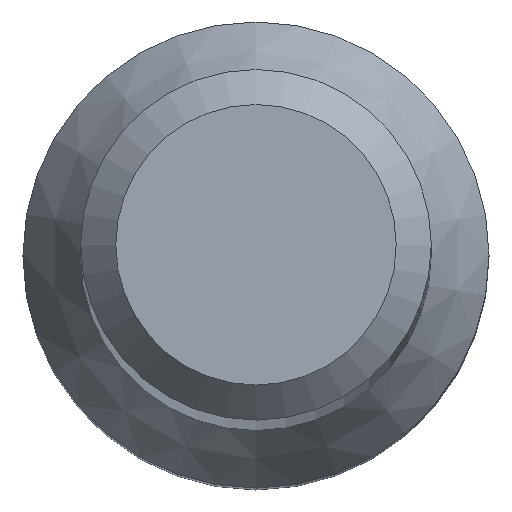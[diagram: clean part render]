
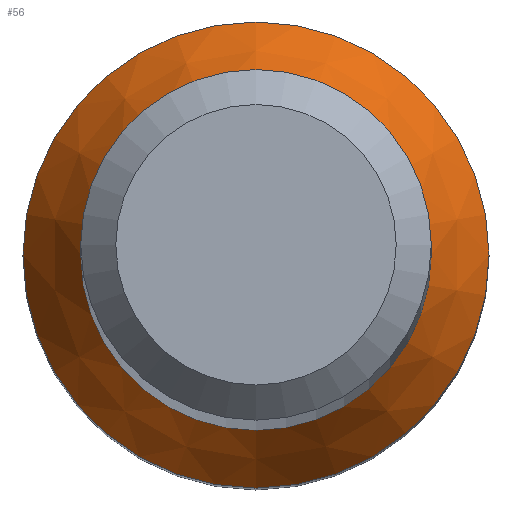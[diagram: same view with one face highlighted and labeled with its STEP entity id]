
A CAD part, top view. The second image highlights one B-rep face of the part: STEP entity #56.
In plain terms, the highlighted conical face has half-angle 30 degrees and reference radius 2.659 mm.
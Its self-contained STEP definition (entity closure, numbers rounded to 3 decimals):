
#17 = CIRCLE ( 'NONE', #73, 2. ) ;
#19 = EDGE_CURVE ( 'NONE', #51, #51, #40, .T. ) ;
#25 = CARTESIAN_POINT ( 'NONE',  ( 0., 0., 12.85 ) ) ;
#31 = DIRECTION ( 'NONE',  ( 0., 0., -1. ) ) ;
#40 = CIRCLE ( 'NONE', #138, 2.659 ) ;
#46 = FACE_BOUND ( 'NONE', #164, .T. ) ;
#51 = VERTEX_POINT ( 'NONE', #168 ) ;
#56 = ADVANCED_FACE ( 'NONE', ( #46, #118 ), #127, .T. ) ;
#66 = CARTESIAN_POINT ( 'NONE',  ( 0., 2., 13.992 ) ) ;
#67 = ORIENTED_EDGE ( 'NONE', *, *, #123, .T. ) ;
#73 = AXIS2_PLACEMENT_3D ( 'NONE', #160, #141, #227 ) ;
#77 = CARTESIAN_POINT ( 'NONE',  ( 0., 0., 12.85 ) ) ;
#108 = EDGE_LOOP ( 'NONE', ( #215 ) ) ;
#118 = FACE_OUTER_BOUND ( 'NONE', #108, .T. ) ;
#123 = EDGE_CURVE ( 'NONE', #182, #182, #17, .T. ) ;
#127 = CONICAL_SURFACE ( 'NONE', #225, 2.659, 0.524 ) ;
#138 = AXIS2_PLACEMENT_3D ( 'NONE', #77, #157, #158 ) ;
#141 = DIRECTION ( 'NONE',  ( 0., 0., -1. ) ) ;
#157 = DIRECTION ( 'NONE',  ( 0., 0., -1. ) ) ;
#158 = DIRECTION ( 'NONE',  ( 0., 1., 0. ) ) ;
#160 = CARTESIAN_POINT ( 'NONE',  ( 0., 0., 13.992 ) ) ;
#164 = EDGE_LOOP ( 'NONE', ( #67 ) ) ;
#168 = CARTESIAN_POINT ( 'NONE',  ( 0., 2.659, 12.85 ) ) ;
#182 = VERTEX_POINT ( 'NONE', #66 ) ;
#208 = DIRECTION ( 'NONE',  ( 0., 1., 0. ) ) ;
#215 = ORIENTED_EDGE ( 'NONE', *, *, #19, .F. ) ;
#225 = AXIS2_PLACEMENT_3D ( 'NONE', #25, #31, #208 ) ;
#227 = DIRECTION ( 'NONE',  ( 0., 1., 0. ) ) ;
